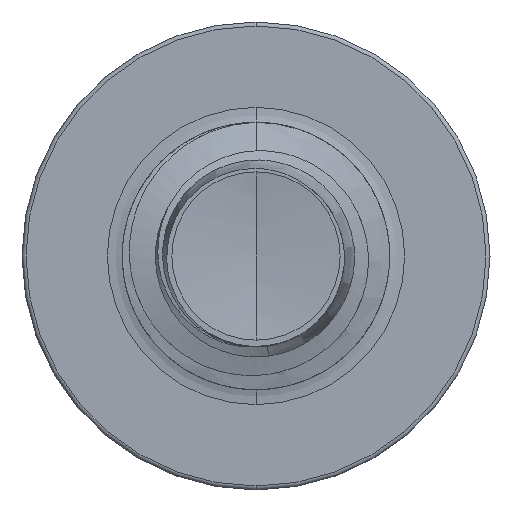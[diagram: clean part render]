
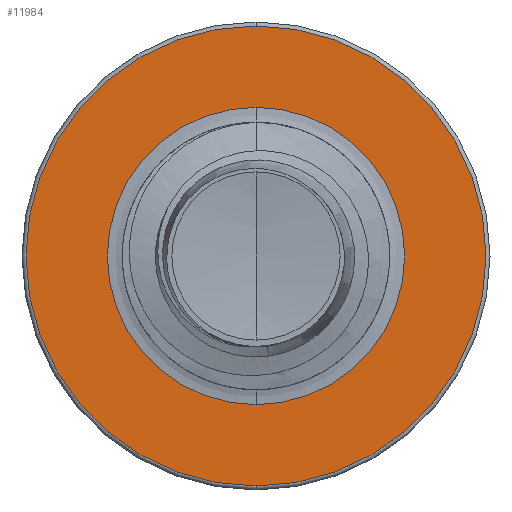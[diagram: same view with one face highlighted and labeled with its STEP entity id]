
A CAD part, front view. The second image highlights one B-rep face of the part: STEP entity #11984.
In plain terms, the highlighted planar face has unit normal (0, -1, 0).
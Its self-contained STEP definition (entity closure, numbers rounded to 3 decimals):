
#1279 = VERTEX_POINT ( 'NONE', #2869 ) ;
#1368 = AXIS2_PLACEMENT_3D ( 'NONE', #13269, #3991, #14695 ) ;
#1700 = DIRECTION ( 'NONE',  ( 0., 0., 1. ) ) ;
#2090 = CARTESIAN_POINT ( 'NONE',  ( 0., 6., 1.112 ) ) ;
#2208 = EDGE_LOOP ( 'NONE', ( #16818, #16887 ) ) ;
#2869 = CARTESIAN_POINT ( 'NONE',  ( 0., 6., -1.72 ) ) ;
#2992 = DIRECTION ( 'NONE',  ( 0., 1., 0. ) ) ;
#3552 = CIRCLE ( 'NONE', #6210, 1.112 ) ;
#3891 = AXIS2_PLACEMENT_3D ( 'NONE', #12436, #2992, #13842 ) ;
#3991 = DIRECTION ( 'NONE',  ( 0., 1., 0. ) ) ;
#4626 = DIRECTION ( 'NONE',  ( 0., 0., 1. ) ) ;
#4900 = DIRECTION ( 'NONE',  ( 0., 1., 0. ) ) ;
#5018 = CARTESIAN_POINT ( 'NONE',  ( 0., 6., 0. ) ) ;
#5362 = CARTESIAN_POINT ( 'NONE',  ( 0., 6., 0. ) ) ;
#5560 = EDGE_CURVE ( 'NONE', #1279, #15944, #6791, .T. ) ;
#6210 = AXIS2_PLACEMENT_3D ( 'NONE', #5362, #15784, #7032 ) ;
#6791 = CIRCLE ( 'NONE', #12246, 1.72 ) ;
#7032 = DIRECTION ( 'NONE',  ( 0., 0., 1. ) ) ;
#7712 = CIRCLE ( 'NONE', #1368, 1.112 ) ;
#8197 = AXIS2_PLACEMENT_3D ( 'NONE', #16899, #11377, #1700 ) ;
#11377 = DIRECTION ( 'NONE',  ( 0., 1., 0. ) ) ;
#11951 = CARTESIAN_POINT ( 'NONE',  ( 0., 6., 1.72 ) ) ;
#11978 = FACE_BOUND ( 'NONE', #14197, .T. ) ;
#11984 = ADVANCED_FACE ( 'NONE', ( #16115, #11978 ), #19848, .F. ) ;
#12246 = AXIS2_PLACEMENT_3D ( 'NONE', #5018, #4900, #4626 ) ;
#12436 = CARTESIAN_POINT ( 'NONE',  ( 0., 6., 0. ) ) ;
#13259 = CIRCLE ( 'NONE', #3891, 1.72 ) ;
#13269 = CARTESIAN_POINT ( 'NONE',  ( 0., 6., 0. ) ) ;
#13842 = DIRECTION ( 'NONE',  ( 0., 0., 1. ) ) ;
#14197 = EDGE_LOOP ( 'NONE', ( #14519, #14617 ) ) ;
#14519 = ORIENTED_EDGE ( 'NONE', *, *, #18192, .T. ) ;
#14617 = ORIENTED_EDGE ( 'NONE', *, *, #14922, .T. ) ;
#14695 = DIRECTION ( 'NONE',  ( 0., 0., 1. ) ) ;
#14922 = EDGE_CURVE ( 'NONE', #15791, #16924, #3552, .T. ) ;
#15784 = DIRECTION ( 'NONE',  ( 0., 1., 0. ) ) ;
#15791 = VERTEX_POINT ( 'NONE', #18350 ) ;
#15944 = VERTEX_POINT ( 'NONE', #11951 ) ;
#16115 = FACE_OUTER_BOUND ( 'NONE', #2208, .T. ) ;
#16185 = EDGE_CURVE ( 'NONE', #15944, #1279, #13259, .T. ) ;
#16818 = ORIENTED_EDGE ( 'NONE', *, *, #16185, .F. ) ;
#16887 = ORIENTED_EDGE ( 'NONE', *, *, #5560, .F. ) ;
#16899 = CARTESIAN_POINT ( 'NONE',  ( 0., 6., -1.112 ) ) ;
#16924 = VERTEX_POINT ( 'NONE', #2090 ) ;
#18192 = EDGE_CURVE ( 'NONE', #16924, #15791, #7712, .T. ) ;
#18350 = CARTESIAN_POINT ( 'NONE',  ( 0., 6., -1.112 ) ) ;
#19848 = PLANE ( 'NONE',  #8197 ) ;
